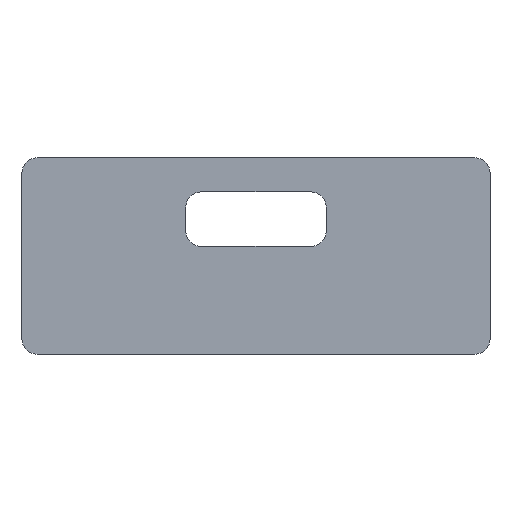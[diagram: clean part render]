
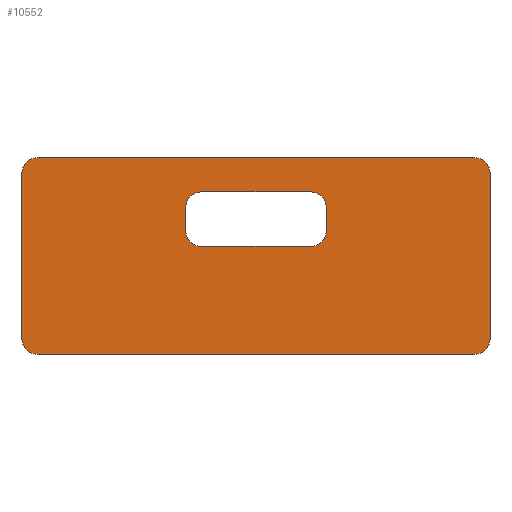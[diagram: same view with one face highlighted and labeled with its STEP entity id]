
A CAD part, front view. The second image highlights one B-rep face of the part: STEP entity #10552.
In plain terms, the highlighted planar face has unit normal (0, -1, 0).
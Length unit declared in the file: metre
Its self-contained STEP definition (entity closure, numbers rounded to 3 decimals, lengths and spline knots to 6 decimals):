
#285=CIRCLE('',#11161,0.001);
#286=CIRCLE('',#11164,0.001);
#287=CIRCLE('',#11166,0.001);
#288=CIRCLE('',#11168,0.001);
#289=CIRCLE('',#11171,0.001);
#290=CIRCLE('',#11174,0.001);
#291=CIRCLE('',#11177,0.001);
#292=CIRCLE('',#11180,0.001);
#1344=ORIENTED_EDGE('',*,*,#4494,.F.);
#1345=ORIENTED_EDGE('',*,*,#4497,.T.);
#1346=ORIENTED_EDGE('',*,*,#4499,.F.);
#1347=ORIENTED_EDGE('',*,*,#4501,.F.);
#1348=ORIENTED_EDGE('',*,*,#4503,.F.);
#1349=ORIENTED_EDGE('',*,*,#4505,.F.);
#1350=ORIENTED_EDGE('',*,*,#4507,.F.);
#1351=ORIENTED_EDGE('',*,*,#4508,.T.);
#1352=ORIENTED_EDGE('',*,*,#4444,.F.);
#1353=ORIENTED_EDGE('',*,*,#4488,.T.);
#1354=ORIENTED_EDGE('',*,*,#4490,.F.);
#1355=ORIENTED_EDGE('',*,*,#4491,.T.);
#1356=ORIENTED_EDGE('',*,*,#4456,.T.);
#1357=ORIENTED_EDGE('',*,*,#4492,.T.);
#1358=ORIENTED_EDGE('',*,*,#4162,.T.);
#1359=ORIENTED_EDGE('',*,*,#4509,.T.);
#4162=EDGE_CURVE('',#5771,#5774,#6767,.T.);
#4444=EDGE_CURVE('',#6047,#6044,#6940,.T.);
#4456=EDGE_CURVE('',#6054,#6057,#6950,.T.);
#4488=EDGE_CURVE('',#6047,#6081,#285,.T.);
#4490=EDGE_CURVE('',#6082,#6081,#6970,.T.);
#4491=EDGE_CURVE('',#6082,#6054,#286,.T.);
#4492=EDGE_CURVE('',#6057,#5771,#287,.T.);
#4494=EDGE_CURVE('',#6083,#6084,#288,.T.);
#4497=EDGE_CURVE('',#6083,#6085,#6974,.T.);
#4499=EDGE_CURVE('',#6086,#6085,#289,.T.);
#4501=EDGE_CURVE('',#6087,#6086,#6977,.T.);
#4503=EDGE_CURVE('',#6088,#6087,#290,.T.);
#4505=EDGE_CURVE('',#6089,#6088,#6980,.T.);
#4507=EDGE_CURVE('',#6090,#6089,#291,.T.);
#4508=EDGE_CURVE('',#6090,#6084,#6982,.T.);
#4509=EDGE_CURVE('',#5774,#6044,#292,.T.);
#5771=VERTEX_POINT('',#13907);
#5774=VERTEX_POINT('',#13912);
#6044=VERTEX_POINT('',#14682);
#6047=VERTEX_POINT('',#14687);
#6054=VERTEX_POINT('',#14707);
#6057=VERTEX_POINT('',#14712);
#6081=VERTEX_POINT('',#14771);
#6082=VERTEX_POINT('',#14775);
#6083=VERTEX_POINT('',#14783);
#6084=VERTEX_POINT('',#14785);
#6085=VERTEX_POINT('',#14789);
#6086=VERTEX_POINT('',#14793);
#6087=VERTEX_POINT('',#14797);
#6088=VERTEX_POINT('',#14801);
#6089=VERTEX_POINT('',#14805);
#6090=VERTEX_POINT('',#14809);
#6767=LINE('',#13913,#7874);
#6940=LINE('',#14688,#8047);
#6950=LINE('',#14713,#8057);
#6970=LINE('',#14776,#8077);
#6974=LINE('',#14790,#8081);
#6977=LINE('',#14798,#8084);
#6980=LINE('',#14806,#8087);
#6982=LINE('',#14812,#8089);
#7874=VECTOR('',#11606,1.);
#8047=VECTOR('',#11811,1.);
#8057=VECTOR('',#11831,1.);
#8077=VECTOR('',#11887,1.);
#8081=VECTOR('',#11905,1.);
#8084=VECTOR('',#11914,1.);
#8087=VECTOR('',#11923,1.);
#8089=VECTOR('',#11931,1.);
#8962=EDGE_LOOP('',(#1344,#1345,#1346,#1347,#1348,#1349,#1350,#1351));
#8963=EDGE_LOOP('',(#1352,#1353,#1354,#1355,#1356,#1357,#1358,#1359));
#9609=FACE_BOUND('',#8962,.T.);
#9610=FACE_BOUND('',#8963,.T.);
#10206=PLANE('',#11181);
#10552=ADVANCED_FACE('',(#9609,#9610),#10206,.T.);
#11161=AXIS2_PLACEMENT_3D('',#14772,#11882,#11883);
#11164=AXIS2_PLACEMENT_3D('',#14778,#11890,#11891);
#11166=AXIS2_PLACEMENT_3D('',#14780,#11894,#11895);
#11168=AXIS2_PLACEMENT_3D('',#14784,#11899,#11900);
#11171=AXIS2_PLACEMENT_3D('',#14794,#11909,#11910);
#11174=AXIS2_PLACEMENT_3D('',#14802,#11918,#11919);
#11177=AXIS2_PLACEMENT_3D('',#14810,#11927,#11928);
#11180=AXIS2_PLACEMENT_3D('',#14814,#11934,#11935);
#11181=AXIS2_PLACEMENT_3D('',#14815,#11936,#11937);
#11606=DIRECTION('',(-1.,0.,0.));
#11811=DIRECTION('',(0.,0.,1.));
#11831=DIRECTION('',(0.,0.,1.));
#11882=DIRECTION('',(0.,-1.,0.));
#11883=DIRECTION('',(0.,0.,-1.));
#11887=DIRECTION('',(-1.,0.,0.));
#11890=DIRECTION('',(0.,-1.,0.));
#11891=DIRECTION('',(0.,0.,-1.));
#11894=DIRECTION('',(0.,-1.,0.));
#11895=DIRECTION('',(0.,0.,-1.));
#11899=DIRECTION('',(0.,-1.,0.));
#11900=DIRECTION('',(0.,0.,-1.));
#11905=DIRECTION('',(0.,0.,1.));
#11909=DIRECTION('',(0.,-1.,0.));
#11910=DIRECTION('',(0.,0.,-1.));
#11914=DIRECTION('',(-1.,0.,0.));
#11918=DIRECTION('',(0.,-1.,0.));
#11919=DIRECTION('',(0.,0.,-1.));
#11923=DIRECTION('',(0.,0.,1.));
#11927=DIRECTION('',(0.,-1.,0.));
#11928=DIRECTION('',(0.,0.,-1.));
#11931=DIRECTION('',(-1.,0.,0.));
#11934=DIRECTION('',(0.,-1.,0.));
#11935=DIRECTION('',(0.,0.,-1.));
#11936=DIRECTION('',(0.,-1.,0.));
#11937=DIRECTION('',(1.,0.,0.));
#13907=CARTESIAN_POINT('',(0.0245,-0.0015,0.00729));
#13912=CARTESIAN_POINT('',(-0.0045,-0.0015,0.00729));
#13913=CARTESIAN_POINT('',(0.01,-0.0015,0.00729));
#14682=CARTESIAN_POINT('',(-0.0055,-0.0015,0.00629));
#14687=CARTESIAN_POINT('',(-0.0055,-0.0015,-0.00471));
#14688=CARTESIAN_POINT('',(-0.0055,-0.0015,0.00079));
#14707=CARTESIAN_POINT('',(0.0255,-0.0015,-0.00471));
#14712=CARTESIAN_POINT('',(0.0255,-0.0015,0.00629));
#14713=CARTESIAN_POINT('',(0.0255,-0.0015,0.00079));
#14771=CARTESIAN_POINT('',(-0.0045,-0.0015,-0.00571));
#14772=CARTESIAN_POINT('',(-0.0045,-0.0015,-0.00471));
#14775=CARTESIAN_POINT('',(0.0245,-0.0015,-0.00571));
#14776=CARTESIAN_POINT('',(0.01,-0.0015,-0.00571));
#14778=CARTESIAN_POINT('',(0.0245,-0.0015,-0.00471));
#14780=CARTESIAN_POINT('',(0.0245,-0.0015,0.00629));
#14783=CARTESIAN_POINT('',(0.00535,-0.0015,0.00243));
#14784=CARTESIAN_POINT('',(0.00635,-0.0015,0.00243));
#14785=CARTESIAN_POINT('',(0.00635,-0.0015,0.00143));
#14789=CARTESIAN_POINT('',(0.00535,-0.0015,0.00403));
#14790=CARTESIAN_POINT('',(0.00535,-0.0015,0.00323));
#14793=CARTESIAN_POINT('',(0.00635,-0.0015,0.00503));
#14794=CARTESIAN_POINT('',(0.00635,-0.0015,0.00403));
#14797=CARTESIAN_POINT('',(0.01365,-0.0015,0.00503));
#14798=CARTESIAN_POINT('',(0.01,-0.0015,0.00503));
#14801=CARTESIAN_POINT('',(0.01465,-0.0015,0.00403));
#14802=CARTESIAN_POINT('',(0.01365,-0.0015,0.00403));
#14805=CARTESIAN_POINT('',(0.01465,-0.0015,0.00243));
#14806=CARTESIAN_POINT('',(0.01465,-0.0015,0.00323));
#14809=CARTESIAN_POINT('',(0.01365,-0.0015,0.00143));
#14810=CARTESIAN_POINT('',(0.01365,-0.0015,0.00243));
#14812=CARTESIAN_POINT('',(0.01,-0.0015,0.00143));
#14814=CARTESIAN_POINT('',(-0.0045,-0.0015,0.00629));
#14815=CARTESIAN_POINT('',(0.01,-0.0015,0.00079));
